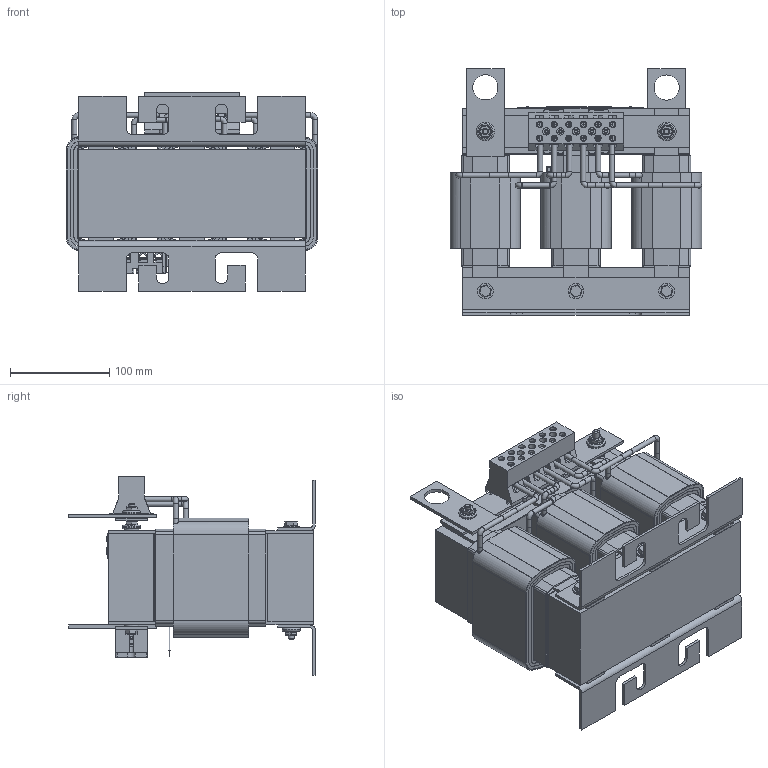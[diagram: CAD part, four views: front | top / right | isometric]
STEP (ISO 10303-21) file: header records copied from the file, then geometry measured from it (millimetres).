
FILE_DESCRIPTION(/* description */ (''),/* implementation_level */ '2;1');
FILE_NAME(/* name */ 'KTRMG55A.stp',/* time_stamp */ '2020-08-03T07:39:14-05:00',/* author */ ('jnelson'),/* organization */ (''),/* preprocessor_version */ 'ST-DEVELOPER v17',/* originating_system */ 'Autodesk Inventor 2019',/* authorisation */ '');
FILE_SCHEMA (('AUTOMOTIVE_DESIGN { 1 0 10303 214 3 1 1 }'));
Length unit declared in the file: inch
Products named in the file (23): KTRMG55A; 16600; 23412-3.50; 24262; 24151; 14518; 19324; 15309; KTR55A A1; KTR55A B1; KTRMG55A STRAIGHT; 28453; 28453_1; 11923insert-hex head; 11923-1; 11923-HEX SCREW; 31553; 29477-SHORT LEADS; 1505; 3262; 15217; 1763; 30097- LARGE  BLANK  (REACTOR)
Assembly tree (59 placements, depth 4):
  KTRMG55A
    23412-3.50  x2
    16600  x2
    24262  x2
    24151  x3
    14518
    19324
    1505  x8
    1763  x8
    3262  x4
    15217  x2
    15309  x2
    KTR55A A1  x8
    KTR55A B1  x4
    KTRMG55A STRAIGHT
    28453
      28453_1
      11923insert-hex head  x3
        11923-1
        11923-HEX SCREW
    31553
    29477-SHORT LEADS
    30097- LARGE  BLANK  (REACTOR)
Bounding box: 253.75 x 248.92 x 200.39 mm (x, y, z)
Volume: 4543480.2 mm3; surface area: 1251092.7 mm2
Topology: 82 solids, 82 shells, 2474 faces, 6389 edges, 4141 vertices
Faces by surface type: plane 1494, cylinder 737, bspline 166, cone 42, torus 31, sphere 4
Full cylindrical faces by diameter (mm): 0.762 x2, 1.524 x2, 2.425 x2, 2.642 x2, 2.794 x3, 3.962 x5, 3.974 x2, 4.166 x2, 4.496 x3, 4.724 x2, 4.898 x5, 5.08 x49, 5.083 x1, 5.172 x30, 6.124 x5, 6.35 x47, 6.375 x12, 6.379 x1, 6.604 x6, 7.01 x6, 7.137 x8, 7.341 x5, 8.128 x4, 8.738 x6, 9.652 x8, 15.875 x8, 18.491 x8, 25.4 x2
Entity records: 51333 total; most frequent: CARTESIAN_POINT 12739, ORIENTED_EDGE 7956, DIRECTION 7250, EDGE_CURVE 3978, LINE 2822, VECTOR 2822, VERTEX_POINT 2615, AXIS2_PLACEMENT_3D 2214
